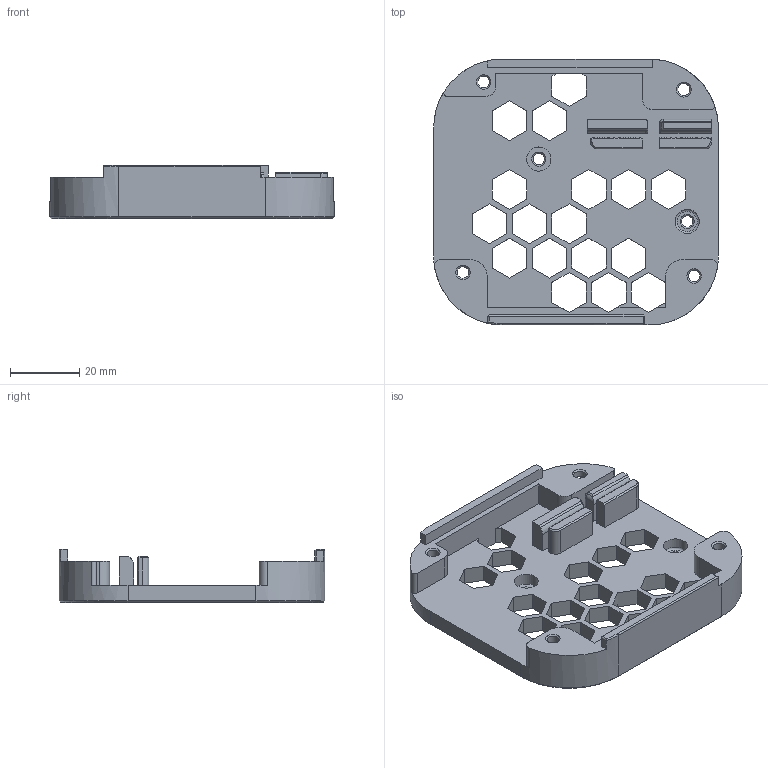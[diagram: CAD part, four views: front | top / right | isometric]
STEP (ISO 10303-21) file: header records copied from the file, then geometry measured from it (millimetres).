
FILE_DESCRIPTION(/* description */ (''),/* implementation_level */ '2;1');
FILE_NAME(/* name */ '2. Belt Mount.step',/* time_stamp */ '2020-05-05T09:17:35-03:00',/* author */ (''),/* organization */ (''),/* preprocessor_version */ 'ST-DEVELOPER v18.1',/* originating_system */ 'Autodesk Translation Framework v9.2.0.1227',/* authorisation */ '');
FILE_SCHEMA (('AUTOMOTIVE_DESIGN { 1 0 10303 214 3 1 1 }'));
Length unit declared in the file: millimetre
Products named in the file (1): 2040 Carriage Belt 
Bounding box: 82.5 x 77.06 x 15.4 mm (x, y, z)
Volume: 32605.5 mm3; surface area: 18799.3 mm2
Topology: 1 solids, 1 shells, 305 faces, 866 edges, 563 vertices
Faces by surface type: plane 223, cylinder 63, cone 15, torus 3, bspline 1
Full cylindrical faces by diameter (mm): 3.3 x2, 3.4 x3, 3.5 x2, 7 x2
Entity records: 9992 total; most frequent: CARTESIAN_POINT 1787, ORIENTED_EDGE 1726, DIRECTION 1662, EDGE_CURVE 863, LINE 664, VECTOR 664, VERTEX_POINT 563, AXIS2_PLACEMENT_3D 499
